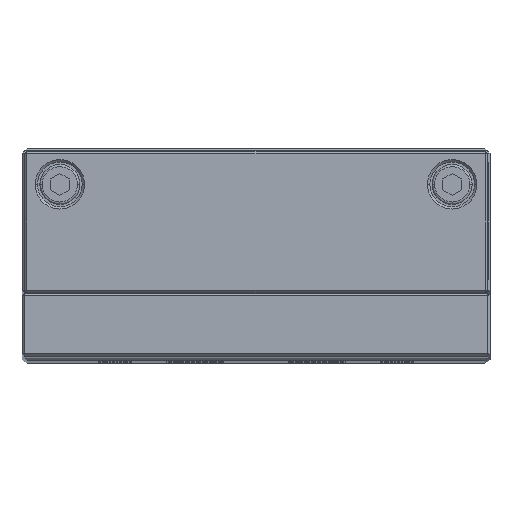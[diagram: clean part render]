
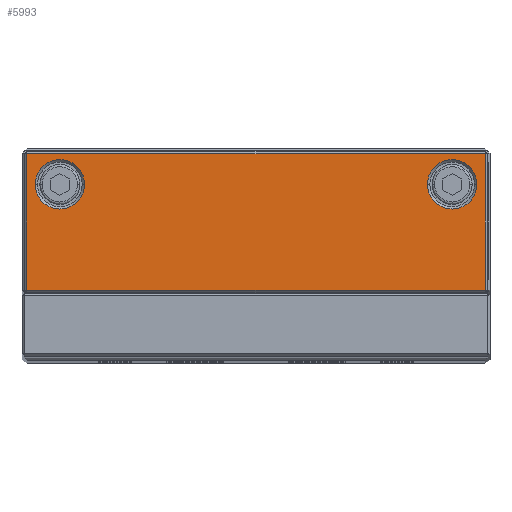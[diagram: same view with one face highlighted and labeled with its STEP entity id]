
A CAD part, top view. The second image highlights one B-rep face of the part: STEP entity #5993.
In plain terms, the highlighted planar face has unit normal (0, 0, 1).
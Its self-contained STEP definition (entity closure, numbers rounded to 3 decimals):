
#4561=FACE_BOUND('',#8842,.T.);
#4562=FACE_BOUND('',#8843,.T.);
#4563=FACE_BOUND('',#8844,.T.);
#4848=PLANE('',#29067);
#5993=ADVANCED_FACE('',(#4561,#4562,#4563),#4848,.T.);
#8842=EDGE_LOOP('',(#15571,#15572,#15573,#15574));
#8843=EDGE_LOOP('',(#15575,#15576));
#8844=EDGE_LOOP('',(#15577,#15578));
#10457=LINE('',#37394,#12964);
#10458=LINE('',#37397,#12965);
#10459=LINE('',#37399,#12966);
#10460=LINE('',#37401,#12967);
#12964=VECTOR('',#31086,1.);
#12965=VECTOR('',#31087,1.);
#12966=VECTOR('',#31088,1.);
#12967=VECTOR('',#31089,1.);
#15571=ORIENTED_EDGE('',*,*,#24865,.T.);
#15572=ORIENTED_EDGE('',*,*,#24866,.T.);
#15573=ORIENTED_EDGE('',*,*,#24867,.T.);
#15574=ORIENTED_EDGE('',*,*,#24868,.T.);
#15575=ORIENTED_EDGE('',*,*,#24791,.T.);
#15576=ORIENTED_EDGE('',*,*,#24864,.T.);
#15577=ORIENTED_EDGE('',*,*,#24795,.T.);
#15578=ORIENTED_EDGE('',*,*,#24863,.T.);
#22507=VERTEX_POINT('',#37240);
#22508=VERTEX_POINT('',#37242);
#22511=VERTEX_POINT('',#37249);
#22512=VERTEX_POINT('',#37251);
#22553=VERTEX_POINT('',#37395);
#22554=VERTEX_POINT('',#37396);
#22555=VERTEX_POINT('',#37398);
#22556=VERTEX_POINT('',#37400);
#24791=EDGE_CURVE('',#22508,#22507,#28331,.T.);
#24795=EDGE_CURVE('',#22512,#22511,#28333,.T.);
#24863=EDGE_CURVE('',#22511,#22512,#28356,.T.);
#24864=EDGE_CURVE('',#22507,#22508,#28357,.T.);
#24865=EDGE_CURVE('',#22553,#22554,#10457,.T.);
#24866=EDGE_CURVE('',#22554,#22555,#10458,.T.);
#24867=EDGE_CURVE('',#22555,#22556,#10459,.T.);
#24868=EDGE_CURVE('',#22556,#22553,#10460,.T.);
#28331=CIRCLE('',#29006,5.25);
#28333=CIRCLE('',#29009,5.25);
#28356=CIRCLE('',#29063,5.25);
#28357=CIRCLE('',#29065,5.25);
#29006=AXIS2_PLACEMENT_3D('',#37241,#30917,#30918);
#29009=AXIS2_PLACEMENT_3D('',#37250,#30925,#30926);
#29063=AXIS2_PLACEMENT_3D('',#37390,#31078,#31079);
#29065=AXIS2_PLACEMENT_3D('',#37392,#31082,#31083);
#29067=AXIS2_PLACEMENT_3D('',#37402,#31090,#31091);
#30917=DIRECTION('',(0.,0.,-1.));
#30918=DIRECTION('',(1.,0.,0.));
#30925=DIRECTION('',(0.,0.,-1.));
#30926=DIRECTION('',(1.,0.,0.));
#31078=DIRECTION('',(0.,0.,-1.));
#31079=DIRECTION('',(1.,0.,0.));
#31082=DIRECTION('',(0.,0.,-1.));
#31083=DIRECTION('',(1.,0.,0.));
#31086=DIRECTION('',(0.,-1.,0.));
#31087=DIRECTION('',(1.,0.,0.));
#31088=DIRECTION('',(0.,1.,0.));
#31089=DIRECTION('',(-1.,0.,0.));
#31090=DIRECTION('',(0.,0.,1.));
#31091=DIRECTION('',(1.,0.,0.));
#37240=CARTESIAN_POINT('',(36.45,37.25,274.));
#37241=CARTESIAN_POINT('',(41.7,37.25,274.));
#37242=CARTESIAN_POINT('',(46.95,37.25,274.));
#37249=CARTESIAN_POINT('',(-46.95,37.25,274.));
#37250=CARTESIAN_POINT('',(-41.7,37.25,274.));
#37251=CARTESIAN_POINT('',(-36.45,37.25,274.));
#37390=CARTESIAN_POINT('',(-41.7,37.25,274.));
#37392=CARTESIAN_POINT('',(41.7,37.25,274.));
#37394=CARTESIAN_POINT('',(-48.7,14.25,274.));
#37395=CARTESIAN_POINT('',(-48.7,43.75,274.));
#37396=CARTESIAN_POINT('',(-48.7,14.75,274.));
#37397=CARTESIAN_POINT('',(49.2,14.75,274.));
#37398=CARTESIAN_POINT('',(48.7,14.75,274.));
#37399=CARTESIAN_POINT('',(48.7,44.25,274.));
#37400=CARTESIAN_POINT('',(48.7,43.75,274.));
#37401=CARTESIAN_POINT('',(-49.2,43.75,274.));
#37402=CARTESIAN_POINT('',(-49.2,14.25,274.));
